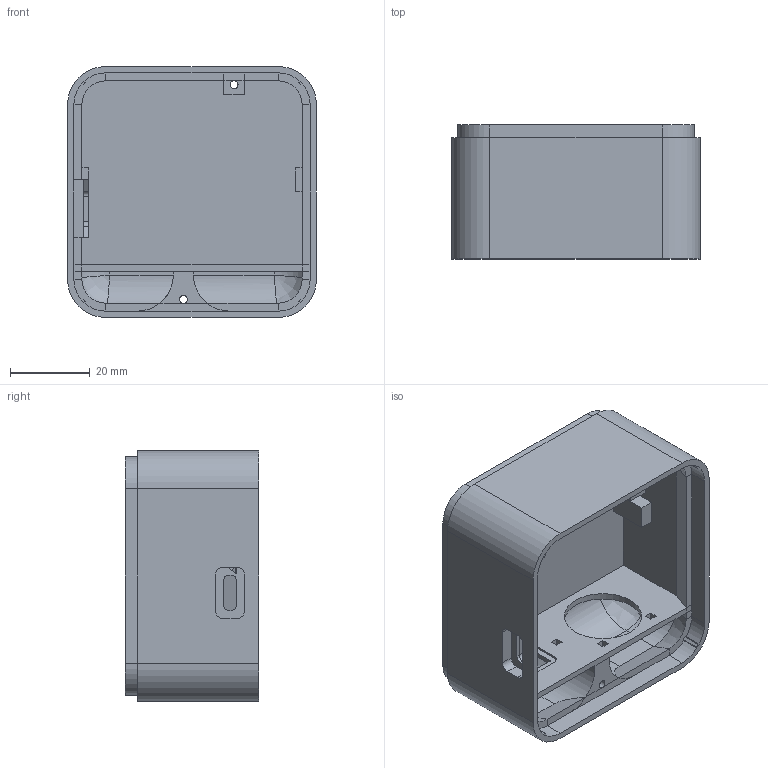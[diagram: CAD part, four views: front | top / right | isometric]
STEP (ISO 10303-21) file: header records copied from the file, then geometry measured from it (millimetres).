
FILE_DESCRIPTION(('FreeCAD Model'),'2;1');
FILE_NAME('Open CASCADE Shape Model','2024-04-04T19:30:50',(''),(''), 'Open CASCADE STEP processor 7.6','FreeCAD','Unknown');
FILE_SCHEMA(('AUTOMOTIVE_DESIGN { 1 0 10303 214 1 1 1 1 }'));
Length unit declared in the file: millimetre
Products named in the file (6): main_body; Body002; LCS_main_body_sen55_fan_center; LCS_main_body_origin; LCS_main_body_wall_clip_top_center; LCS_main_body_top_screw_front
Assembly tree (5 placements, depth 2):
  main_body
    Body002
    LCS_main_body_sen55_fan_center
    LCS_main_body_origin
    LCS_main_body_wall_clip_top_center
    LCS_main_body_top_screw_front
Bounding box: 62.5 x 33.62 x 63 mm (x, y, z)
Volume: 29285.9 mm3; surface area: 26163.5 mm2
Topology: 1 solids, 1 shells, 215 faces, 553 edges, 339 vertices
Faces by surface type: plane 152, cylinder 57, cone 4, bspline 2
Full cylindrical faces by diameter (mm): 2 x2, 3.5 x2, 19.5 x1
Entity records: 6755 total; most frequent: CARTESIAN_POINT 1335, DIRECTION 1105, ORIENTED_EDGE 1102, EDGE_CURVE 551, LINE 423, VECTOR 423, AXIS2_PLACEMENT_3D 341, VERTEX_POINT 339
